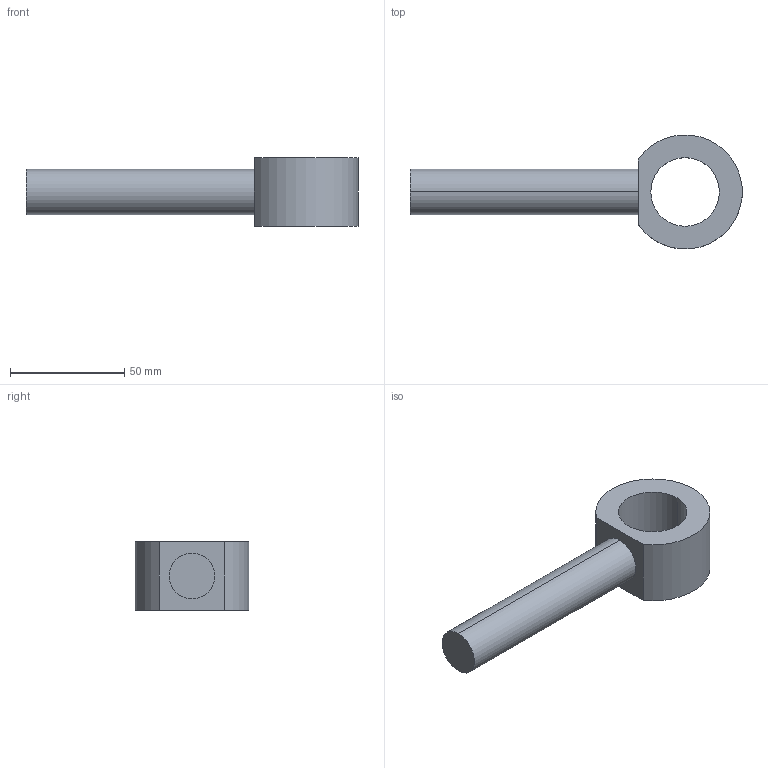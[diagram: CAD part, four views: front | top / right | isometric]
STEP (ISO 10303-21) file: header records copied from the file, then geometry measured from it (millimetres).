
FILE_DESCRIPTION (( 'STEP AP214' ), '1' );
FILE_NAME ('Tie rod end Free parts.STEP', '2024-08-19T11:22:33', ( '' ), ( '' ), 'SwSTEP 2.0', 'SolidWorks 2022', '' );
FILE_SCHEMA (( 'AUTOMOTIVE_DESIGN' ));
Length unit declared in the file: millimetre
Products named in the file (1): Tie rod end Free parts
Bounding box: 145.32 x 49.82 x 30 mm (x, y, z)
Volume: 66418.3 mm3; surface area: 16099.4 mm2
Topology: 1 solids, 1 shells, 9 faces, 18 edges, 12 vertices
Faces by surface type: cylinder 5, plane 4
Entity records: 280 total; most frequent: DIRECTION 48, CARTESIAN_POINT 40, ORIENTED_EDGE 36, AXIS2_PLACEMENT_3D 20, EDGE_CURVE 18, EDGE_LOOP 12, VERTEX_POINT 12, CIRCLE 10
